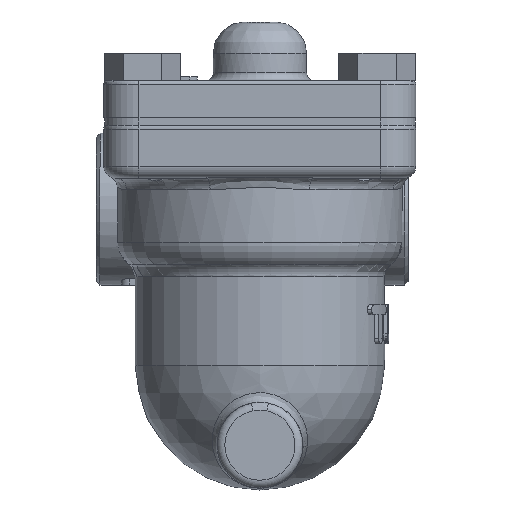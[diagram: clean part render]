
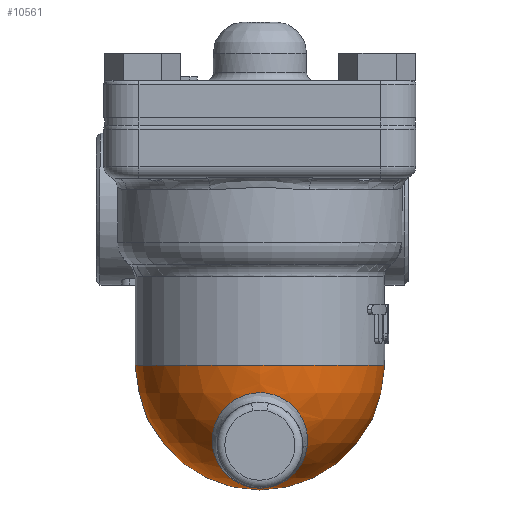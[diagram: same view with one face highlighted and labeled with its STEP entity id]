
A CAD part, left-side view. The second image highlights one B-rep face of the part: STEP entity #10561.
In plain terms, the highlighted spherical face has radius 32 mm.
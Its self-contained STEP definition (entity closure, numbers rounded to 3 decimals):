
#59=SPHERICAL_SURFACE('',#11583,32.);
#291=B_SPLINE_CURVE_WITH_KNOTS('',3,(#19649,#19650,#19651,#19652,#19653,
#19654,#19655,#19656),.UNSPECIFIED.,.F.,.F.,(4,1,1,1,1,4),(-8.475,
-7.87,-7.264,-6.861,-6.457,
-6.381),.UNSPECIFIED.);
#292=B_SPLINE_CURVE_WITH_KNOTS('',3,(#19658,#19659,#19660,#19661,#19662,
#19663,#19664,#19665,#19666,#19667,#19668,#19669,#19670,#19671),
 .UNSPECIFIED.,.F.,.F.,(4,1,1,1,1,1,1,1,1,1,1,4),(-6.381,-6.053,
-5.65,-5.246,-4.944,-4.843,
-3.632,-3.229,-2.825,-2.421,
-2.27,-2.144),.UNSPECIFIED.);
#293=B_SPLINE_CURVE_WITH_KNOTS('',3,(#19672,#19673,#19674,#19675,#19676,
#19677,#19678,#19679,#19680,#19681),.UNSPECIFIED.,.F.,.F.,(4,1,1,1,1,1,
1,4),(-2.144,-2.119,-1.967,-1.816,
-1.513,-1.211,-0.605,0.),
 .UNSPECIFIED.);
#1411=FACE_OUTER_BOUND('',#2096,.T.);
#2096=EDGE_LOOP('',(#8264,#8265,#8266,#8267,#8268,#8269,#8270,#8271,#8272,
#8273,#8274,#8275));
#3917=CIRCLE('',#11537,27.713);
#3920=CIRCLE('',#11541,16.);
#3922=CIRCLE('',#11544,27.713);
#3945=CIRCLE('',#11584,32.);
#3946=CIRCLE('',#11585,32.);
#3947=CIRCLE('',#11586,32.);
#3948=CIRCLE('',#11587,32.);
#4759=VERTEX_POINT('',#18707);
#4760=VERTEX_POINT('',#18712);
#4761=VERTEX_POINT('',#18717);
#4763=VERTEX_POINT('',#18722);
#4786=VERTEX_POINT('',#19646);
#4787=VERTEX_POINT('',#19648);
#4788=VERTEX_POINT('',#19657);
#4789=VERTEX_POINT('',#19704);
#4790=VERTEX_POINT('',#19707);
#5988=EDGE_CURVE('',#4760,#4759,#3917,.T.);
#5991=EDGE_CURVE('',#4761,#4760,#3920,.T.);
#5993=EDGE_CURVE('',#4763,#4761,#3922,.T.);
#6050=EDGE_CURVE('',#4786,#4787,#291,.T.);
#6051=EDGE_CURVE('',#4787,#4788,#292,.T.);
#6052=EDGE_CURVE('',#4788,#4786,#293,.T.);
#6054=EDGE_CURVE('',#4763,#4789,#3945,.T.);
#6055=EDGE_CURVE('',#4789,#4787,#3946,.T.);
#6056=EDGE_CURVE('',#4788,#4790,#3947,.T.);
#6057=EDGE_CURVE('',#4789,#4759,#3948,.T.);
#8264=ORIENTED_EDGE('',*,*,#5993,.F.);
#8265=ORIENTED_EDGE('',*,*,#6054,.T.);
#8266=ORIENTED_EDGE('',*,*,#6055,.T.);
#8267=ORIENTED_EDGE('',*,*,#6050,.F.);
#8268=ORIENTED_EDGE('',*,*,#6052,.F.);
#8269=ORIENTED_EDGE('',*,*,#6056,.T.);
#8270=ORIENTED_EDGE('',*,*,#6056,.F.);
#8271=ORIENTED_EDGE('',*,*,#6051,.F.);
#8272=ORIENTED_EDGE('',*,*,#6055,.F.);
#8273=ORIENTED_EDGE('',*,*,#6057,.T.);
#8274=ORIENTED_EDGE('',*,*,#5988,.F.);
#8275=ORIENTED_EDGE('',*,*,#5991,.F.);
#10561=ADVANCED_FACE('',(#1411),#59,.T.);
#11537=AXIS2_PLACEMENT_3D('',#18714,#13642,#13643);
#11541=AXIS2_PLACEMENT_3D('',#18719,#13650,#13651);
#11544=AXIS2_PLACEMENT_3D('',#18724,#13656,#13657);
#11583=AXIS2_PLACEMENT_3D('',#19703,#13745,#13746);
#11584=AXIS2_PLACEMENT_3D('',#19705,#13747,#13748);
#11585=AXIS2_PLACEMENT_3D('',#19706,#13749,#13750);
#11586=AXIS2_PLACEMENT_3D('',#19708,#13751,#13752);
#11587=AXIS2_PLACEMENT_3D('',#19709,#13753,#13754);
#13642=DIRECTION('center_axis',(0.,-1.,0.));
#13643=DIRECTION('ref_axis',(0.991,0.,-0.131));
#13650=DIRECTION('center_axis',(0.966,0.,-0.259));
#13651=DIRECTION('ref_axis',(-0.259,0.,-0.966));
#13656=DIRECTION('center_axis',(0.,1.,0.));
#13657=DIRECTION('ref_axis',(0.991,0.,-0.131));
#13745=DIRECTION('center_axis',(0.,0.,1.));
#13746=DIRECTION('ref_axis',(1.,0.,0.));
#13747=DIRECTION('center_axis',(0.,0.,-1.));
#13748=DIRECTION('ref_axis',(1.,0.,0.));
#13749=DIRECTION('center_axis',(0.,-1.,0.));
#13750=DIRECTION('ref_axis',(-1.,0.,0.));
#13751=DIRECTION('center_axis',(0.,-1.,0.));
#13752=DIRECTION('ref_axis',(-1.,0.,0.));
#13753=DIRECTION('center_axis',(0.,0.,-1.));
#13754=DIRECTION('ref_axis',(1.,0.,0.));
#18707=CARTESIAN_POINT('',(47.575,20.421,-28.));
#18712=CARTESIAN_POINT('',(46.631,20.421,-35.173));
#18714=CARTESIAN_POINT('Origin',(19.863,20.421,-28.));
#18717=CARTESIAN_POINT('',(46.631,-11.579,-35.173));
#18719=CARTESIAN_POINT('Origin',(46.631,4.421,-35.173));
#18722=CARTESIAN_POINT('',(47.575,-11.579,-28.));
#18724=CARTESIAN_POINT('Origin',(19.863,-11.579,-28.));
#19646=CARTESIAN_POINT('',(-1.302,-7.734,-48.696));
#19648=CARTESIAN_POINT('',(-11.349,4.421,-35.059));
#19649=CARTESIAN_POINT('Ctrl Pts',(-1.302,-7.734,
-48.696));
#19650=CARTESIAN_POINT('Ctrl Pts',(-2.821,-7.926,
-47.03));
#19651=CARTESIAN_POINT('Ctrl Pts',(-5.722,-7.644,
-43.483));
#19652=CARTESIAN_POINT('Ctrl Pts',(-8.912,-4.981,-38.898));
#19653=CARTESIAN_POINT('Ctrl Pts',(-10.788,-0.878,
-35.97));
#19654=CARTESIAN_POINT('Ctrl Pts',(-11.312,2.346,-35.119));
#19655=CARTESIAN_POINT('Ctrl Pts',(-11.349,4.137,-35.059));
#19656=CARTESIAN_POINT('Ctrl Pts',(-11.349,4.42,-35.059));
#19657=CARTESIAN_POINT('',(14.395,4.421,-59.529));
#19658=CARTESIAN_POINT('Ctrl Pts',(-11.349,4.42,-35.059));
#19659=CARTESIAN_POINT('Ctrl Pts',(-11.348,5.645,-35.061));
#19660=CARTESIAN_POINT('Ctrl Pts',(-11.093,8.381,-35.476));
#19661=CARTESIAN_POINT('Ctrl Pts',(-9.872,12.049,-37.416));
#19662=CARTESIAN_POINT('Ctrl Pts',(-8.01,14.59,-40.209));
#19663=CARTESIAN_POINT('Ctrl Pts',(-6.371,15.727,-42.484));
#19664=CARTESIAN_POINT('Ctrl Pts',(-2.832,17.24,-47.168));
#19665=CARTESIAN_POINT('Ctrl Pts',(1.63,16.294,-52.109));
#19666=CARTESIAN_POINT('Ctrl Pts',(7.098,13.031,-56.168));
#19667=CARTESIAN_POINT('Ctrl Pts',(10.366,10.511,-58.063));
#19668=CARTESIAN_POINT('Ctrl Pts',(12.853,8.087,-59.062));
#19669=CARTESIAN_POINT('Ctrl Pts',(14.173,5.926,-59.468));
#19670=CARTESIAN_POINT('Ctrl Pts',(14.391,4.889,-59.529));
#19671=CARTESIAN_POINT('Ctrl Pts',(14.394,4.42,-59.529));
#19672=CARTESIAN_POINT('Ctrl Pts',(14.394,4.42,-59.529));
#19673=CARTESIAN_POINT('Ctrl Pts',(14.395,4.326,-59.529));
#19674=CARTESIAN_POINT('Ctrl Pts',(14.372,3.67,-59.523));
#19675=CARTESIAN_POINT('Ctrl Pts',(13.96,2.484,-59.407));
#19676=CARTESIAN_POINT('Ctrl Pts',(12.692,0.654,-58.994));
#19677=CARTESIAN_POINT('Ctrl Pts',(10.764,-1.281,-58.209));
#19678=CARTESIAN_POINT('Ctrl Pts',(7.512,-3.93,-56.473));
#19679=CARTESIAN_POINT('Ctrl Pts',(3.392,-6.485,-53.482));
#19680=CARTESIAN_POINT('Ctrl Pts',(0.217,-7.542,-50.362));
#19681=CARTESIAN_POINT('Ctrl Pts',(-1.302,-7.734,
-48.696));
#19703=CARTESIAN_POINT('Origin',(19.863,4.421,-28.));
#19704=CARTESIAN_POINT('',(-12.137,4.421,-28.));
#19705=CARTESIAN_POINT('Origin',(19.863,4.421,-28.));
#19706=CARTESIAN_POINT('Origin',(19.863,4.421,-28.));
#19707=CARTESIAN_POINT('',(19.863,4.421,-60.));
#19708=CARTESIAN_POINT('Origin',(19.863,4.421,-28.));
#19709=CARTESIAN_POINT('Origin',(19.863,4.421,-28.));
